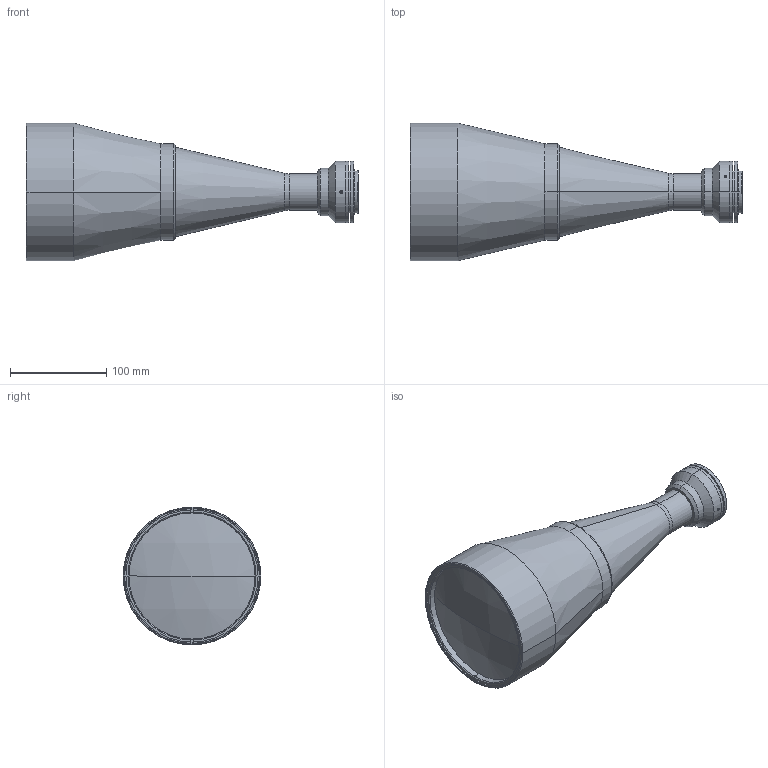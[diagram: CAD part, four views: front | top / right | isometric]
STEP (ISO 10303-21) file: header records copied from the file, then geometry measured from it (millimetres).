
FILE_DESCRIPTION (( 'STEP AP203' ), '1' );
FILE_NAME ('DP71406_TC2MHR096-F.step', '2021-10-04T07:47:48', ( '' ), ( '' ), 'SwSTEP 2.0', 'SolidWorks 2021', '' );
FILE_SCHEMA (( 'CONFIG_CONTROL_DESIGN' ));
Length unit declared in the file: millimetre
Products named in the file (1): DP71406_TC2MHR096-F
Bounding box: 344.67 x 143 x 143 mm (x, y, z)
Surface area: 139749 mm2 (no closed solid volume)
Topology: 0 solids, 18 shells, 162 faces, 490 edges, 342 vertices
Faces by surface type: plane 66, cylinder 56, cone 24, torus 12, sphere 4
Entity records: 5748 total; most frequent: CARTESIAN_POINT 1187, DIRECTION 1023, ORIENTED_EDGE 781, EDGE_CURVE 488, AXIS2_PLACEMENT_3D 394, VERTEX_POINT 342, LINE 235, VECTOR 235
